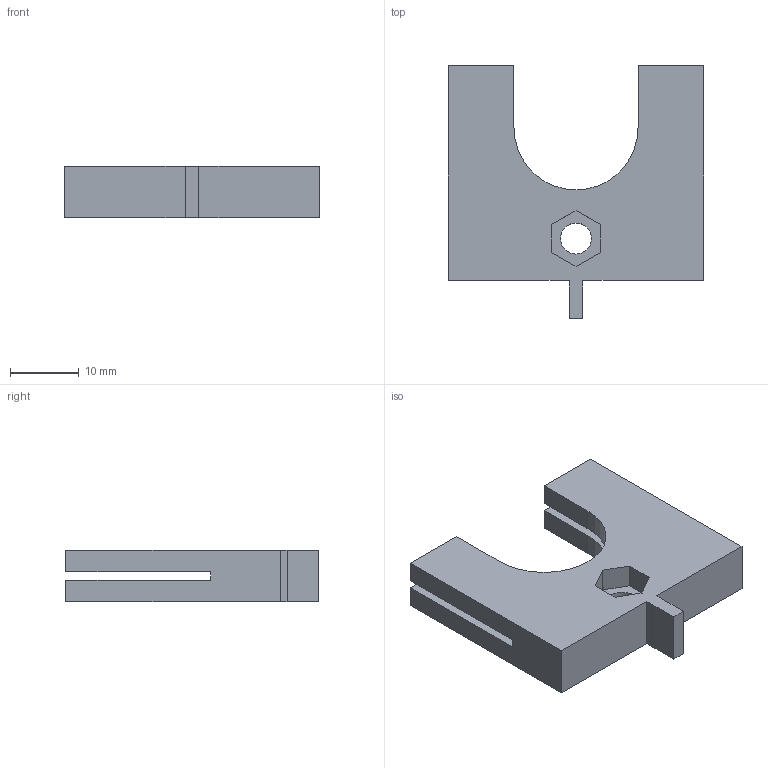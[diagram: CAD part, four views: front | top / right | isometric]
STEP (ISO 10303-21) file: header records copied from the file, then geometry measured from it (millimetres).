
FILE_DESCRIPTION(('FreeCAD Model'),'2;1');
FILE_NAME('holder.step', '2018-06-02T14:36:40',('Author'),(''), 'Open CASCADE STEP processor 6.8','FreeCAD','Unknown');
FILE_SCHEMA(('AUTOMOTIVE_DESIGN_CC2 { 1 2 10303 214 -1 1 5 4 }'));
Length unit declared in the file: millimetre
Products named in the file (1): -1mm_az_alj墎鏊
Bounding box: 37 x 36.6 x 7.5 mm (x, y, z)
Volume: 5721 mm3; surface area: 4058.5 mm2
Topology: 1 solids, 1 shells, 32 faces, 89 edges, 59 vertices
Faces by surface type: plane 29, cylinder 3
Full cylindrical faces by diameter (mm): 4.5 x1
Entity records: 2181 total; most frequent: CARTESIAN_POINT 391, DIRECTION 317, LINE 235, VECTOR 235, ORIENTED_EDGE 178, PCURVE 178, DEFINITIONAL_REPRESENTATION 178, EDGE_CURVE 89
